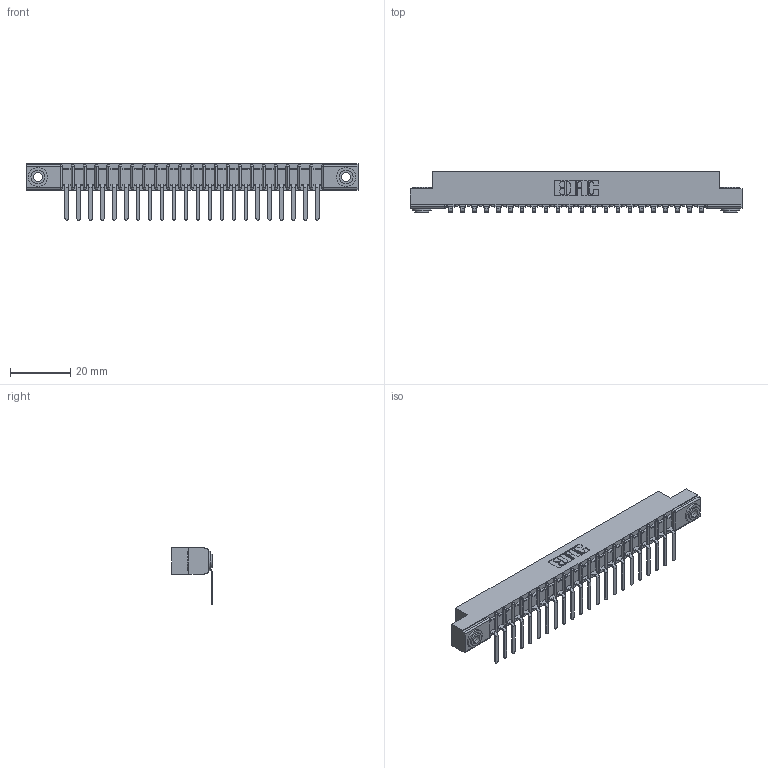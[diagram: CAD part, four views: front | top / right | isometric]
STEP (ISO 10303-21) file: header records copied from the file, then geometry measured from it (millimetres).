
FILE_DESCRIPTION (( 'STEP AP203' ), '1' );
FILE_NAME ('307-022-557-103.STEP', '2019-09-05T00:15:45', ( '' ), ( '' ), 'SwSTEP 2.0', 'SolidWorks 2016', '' );
FILE_SCHEMA (( 'CONFIG_CONTROL_DESIGN' ));
Length unit declared in the file: inch
Products named in the file (4): 307-022-557-103; 307-290-002_557; 307 Part_.156 Dia Mounting Holes; 345-250-002_345-250-002-102
Assembly tree (25 placements, depth 2):
  307-022-557-103
    307 Part_.156 Dia Mounting Holes
    307-290-002_557  x22
    345-250-002_345-250-002-102  x2
Bounding box: 110.19 x 13.36 x 18.67 mm (x, y, z)
Volume: 7334.9 mm3; surface area: 13947.7 mm2
Topology: 25 solids, 25 shells, 1909 faces, 5803 edges, 3802 vertices
Faces by surface type: plane 1128, cylinder 727, sphere 46, cone 8
Entity records: 23245 total; most frequent: CARTESIAN_POINT 3897, ORIENTED_EDGE 3878, DIRECTION 3811, EDGE_CURVE 1939, VECTOR 1467, LINE 1467, VERTEX_POINT 1258, AXIS2_PLACEMENT_3D 1172
